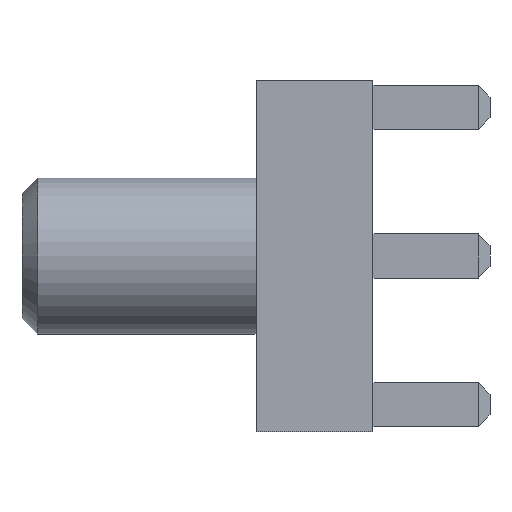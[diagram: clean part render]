
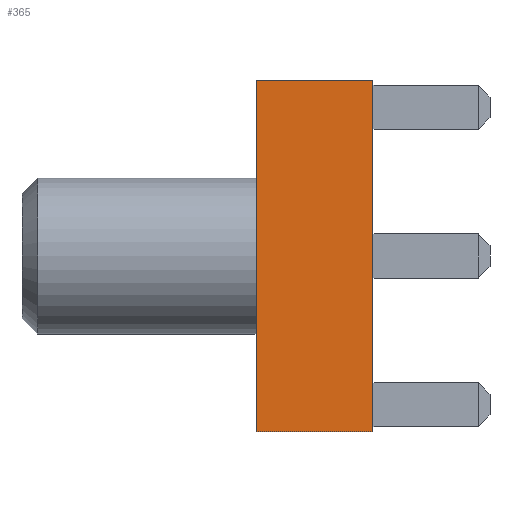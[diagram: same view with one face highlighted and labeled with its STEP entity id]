
A CAD part, left-side view. The second image highlights one B-rep face of the part: STEP entity #365.
In plain terms, the highlighted planar face has unit normal (-1, 0, 0).
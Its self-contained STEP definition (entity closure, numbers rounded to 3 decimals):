
#4 = DIRECTION ( 'NONE',  ( 0., 0., 1. ) ) ;
#69 = LINE ( 'NONE', #1569, #199 ) ;
#129 = CARTESIAN_POINT ( 'NONE',  ( -4.5, 3., -4.5 ) ) ;
#199 = VECTOR ( 'NONE', #4, 1000. ) ;
#242 = VERTEX_POINT ( 'NONE', #489 ) ;
#297 = EDGE_CURVE ( 'NONE', #438, #2484, #69, .T. ) ;
#359 = ORIENTED_EDGE ( 'NONE', *, *, #1879, .F. ) ;
#365 = ADVANCED_FACE ( 'NONE', ( #600 ), #533, .F. ) ;
#438 = VERTEX_POINT ( 'NONE', #1374 ) ;
#489 = CARTESIAN_POINT ( 'NONE',  ( -4.5, 3., 4.5 ) ) ;
#520 = DIRECTION ( 'NONE',  ( 1., 0., 0. ) ) ;
#533 = PLANE ( 'NONE',  #551 ) ;
#551 = AXIS2_PLACEMENT_3D ( 'NONE', #796, #520, #2348 ) ;
#600 = FACE_OUTER_BOUND ( 'NONE', #886, .T. ) ;
#667 = LINE ( 'NONE', #1736, #3027 ) ;
#671 = CARTESIAN_POINT ( 'NONE',  ( -4.5, 0., 4.5 ) ) ;
#679 = DIRECTION ( 'NONE',  ( 0., -1., 0. ) ) ;
#765 = CARTESIAN_POINT ( 'NONE',  ( -4.5, 3., -4.5 ) ) ;
#796 = CARTESIAN_POINT ( 'NONE',  ( -4.5, 3., 4.5 ) ) ;
#886 = EDGE_LOOP ( 'NONE', ( #2387, #359, #2574, #928 ) ) ;
#928 = ORIENTED_EDGE ( 'NONE', *, *, #1782, .T. ) ;
#939 = VECTOR ( 'NONE', #2134, 1000. ) ;
#1076 = EDGE_CURVE ( 'NONE', #2868, #242, #1639, .T. ) ;
#1374 = CARTESIAN_POINT ( 'NONE',  ( -4.5, 0., -4.5 ) ) ;
#1569 = CARTESIAN_POINT ( 'NONE',  ( -4.5, 0., 4.5 ) ) ;
#1620 = CARTESIAN_POINT ( 'NONE',  ( -4.5, 3., 4.5 ) ) ;
#1639 = LINE ( 'NONE', #1620, #939 ) ;
#1736 = CARTESIAN_POINT ( 'NONE',  ( -4.5, 3., 4.5 ) ) ;
#1782 = EDGE_CURVE ( 'NONE', #2868, #438, #3048, .T. ) ;
#1879 = EDGE_CURVE ( 'NONE', #242, #2484, #667, .T. ) ;
#2134 = DIRECTION ( 'NONE',  ( 0., 0., 1. ) ) ;
#2348 = DIRECTION ( 'NONE',  ( 0., 0., -1. ) ) ;
#2387 = ORIENTED_EDGE ( 'NONE', *, *, #297, .T. ) ;
#2484 = VERTEX_POINT ( 'NONE', #671 ) ;
#2574 = ORIENTED_EDGE ( 'NONE', *, *, #1076, .F. ) ;
#2868 = VERTEX_POINT ( 'NONE', #765 ) ;
#2952 = VECTOR ( 'NONE', #2986, 1000. ) ;
#2986 = DIRECTION ( 'NONE',  ( 0., -1., 0. ) ) ;
#3027 = VECTOR ( 'NONE', #679, 1000. ) ;
#3048 = LINE ( 'NONE', #129, #2952 ) ;
